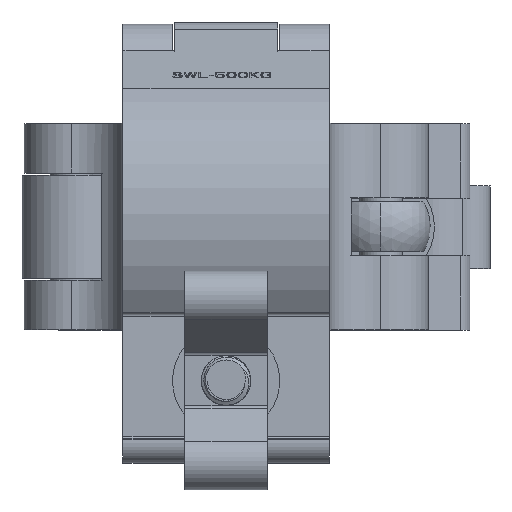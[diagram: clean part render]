
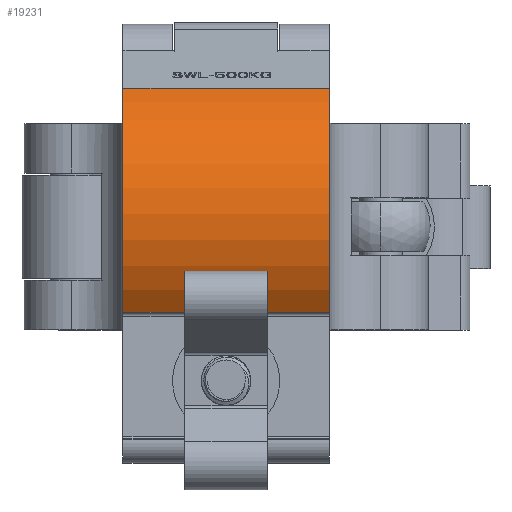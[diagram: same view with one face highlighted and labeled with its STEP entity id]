
A CAD part, top view. The second image highlights one B-rep face of the part: STEP entity #19231.
In plain terms, the highlighted cylindrical face has radius 36.86 mm (diameter 73.72 mm), a partial arc.
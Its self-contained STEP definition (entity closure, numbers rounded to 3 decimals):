
#636=CYLINDRICAL_SURFACE('',#20466,36.86);
#1297=FACE_OUTER_BOUND('',#2388,.T.);
#2388=EDGE_LOOP('',(#14958,#14959,#14960,#14961));
#3182=CIRCLE('',#20437,36.86);
#3201=CIRCLE('',#20465,36.86);
#4345=LINE('',#28541,#6485);
#4619=LINE('',#29116,#6759);
#6485=VECTOR('',#23292,50.);
#6759=VECTOR('',#23608,50.);
#8389=VERTEX_POINT('',#28497);
#8391=VERTEX_POINT('',#28500);
#8409=VERTEX_POINT('',#28539);
#8689=VERTEX_POINT('',#29112);
#10656=EDGE_CURVE('',#8391,#8389,#3182,.T.);
#10676=EDGE_CURVE('',#8389,#8409,#4345,.T.);
#10962=EDGE_CURVE('',#8689,#8409,#3201,.T.);
#10963=EDGE_CURVE('',#8391,#8689,#4619,.T.);
#14958=ORIENTED_EDGE('',*,*,#10676,.T.);
#14959=ORIENTED_EDGE('',*,*,#10962,.F.);
#14960=ORIENTED_EDGE('',*,*,#10963,.F.);
#14961=ORIENTED_EDGE('',*,*,#10656,.T.);
#19231=ADVANCED_FACE('',(#1297),#636,.T.);
#20437=AXIS2_PLACEMENT_3D('',#28501,#23261,#23262);
#20465=AXIS2_PLACEMENT_3D('',#29114,#23604,#23605);
#20466=AXIS2_PLACEMENT_3D('',#29115,#23606,#23607);
#23261=DIRECTION('center_axis',(-1.,0.,0.));
#23262=DIRECTION('ref_axis',(0.,-0.592,0.806));
#23292=DIRECTION('',(-1.,0.,0.));
#23604=DIRECTION('center_axis',(-1.,0.,0.));
#23605=DIRECTION('ref_axis',(0.,-0.592,0.806));
#23606=DIRECTION('center_axis',(-1.,0.,0.));
#23607=DIRECTION('ref_axis',(0.,-1.,0.016));
#23608=DIRECTION('',(-1.,0.,0.));
#28497=CARTESIAN_POINT('',(25.,102.579,134.854));
#28500=CARTESIAN_POINT('',(25.,48.2,147.314));
#28501=CARTESIAN_POINT('Origin',(25.,70.008,117.597));
#28539=CARTESIAN_POINT('',(-25.,102.579,134.854));
#28541=CARTESIAN_POINT('',(25.,102.579,134.854));
#29112=CARTESIAN_POINT('',(-25.,48.2,147.314));
#29114=CARTESIAN_POINT('Origin',(-25.,70.008,117.597));
#29115=CARTESIAN_POINT('Origin',(25.,70.008,117.597));
#29116=CARTESIAN_POINT('',(25.,48.2,147.314));
